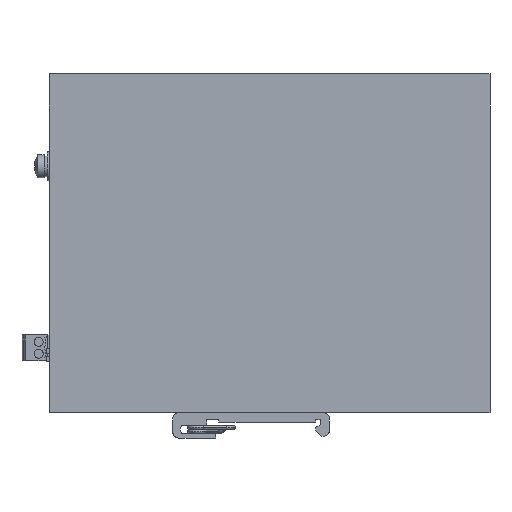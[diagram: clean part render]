
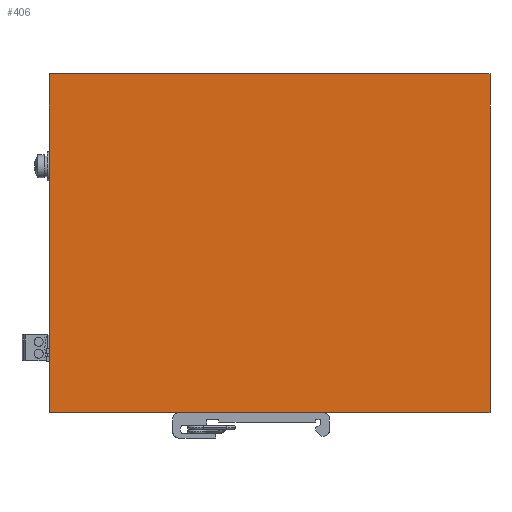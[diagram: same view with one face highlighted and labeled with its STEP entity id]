
A CAD part, left-side view. The second image highlights one B-rep face of the part: STEP entity #406.
In plain terms, the highlighted planar face has unit normal (-1, 0, 0).
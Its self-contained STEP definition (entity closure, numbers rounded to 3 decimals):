
#386=AXIS2_PLACEMENT_3D('Plane Axis2P3D',#383,#384,#385) ;
#120=CARTESIAN_POINT('Vertex',(0.,143.,8.2)) ;
#125=CARTESIAN_POINT('Line Origine',(0.,143.,63.2)) ;
#129=CARTESIAN_POINT('Vertex',(0.,143.,118.2)) ;
#297=CARTESIAN_POINT('Line Origine',(0.,71.5,118.2)) ;
#301=CARTESIAN_POINT('Vertex',(0.,0.,118.2)) ;
#383=CARTESIAN_POINT('Axis2P3D Location',(0.,73.,63.6)) ;
#388=CARTESIAN_POINT('Line Origine',(0.,0.,63.2)) ;
#392=CARTESIAN_POINT('Vertex',(0.,0.,8.2)) ;
#395=CARTESIAN_POINT('Line Origine',(0.,71.5,8.2)) ;
#126=DIRECTION('Vector Direction',(0.,0.,1.)) ;
#298=DIRECTION('Vector Direction',(0.,1.,0.)) ;
#384=DIRECTION('Axis2P3D Direction',(-1.,0.,0.)) ;
#385=DIRECTION('Axis2P3D XDirection',(0.,-1.,0.)) ;
#389=DIRECTION('Vector Direction',(0.,0.,1.)) ;
#396=DIRECTION('Vector Direction',(0.,1.,0.)) ;
#127=VECTOR('Line Direction',#126,1.) ;
#299=VECTOR('Line Direction',#298,1.) ;
#390=VECTOR('Line Direction',#389,1.) ;
#397=VECTOR('Line Direction',#396,1.) ;
#401=ORIENTED_EDGE('',*,*,#394,.T.) ;
#402=ORIENTED_EDGE('',*,*,#303,.T.) ;
#403=ORIENTED_EDGE('',*,*,#131,.T.) ;
#404=ORIENTED_EDGE('',*,*,#399,.T.) ;
#406=ADVANCED_FACE('SWITCH',(#405),#387,.T.) ;
#131=EDGE_CURVE('',#130,#121,#128,.F.) ;
#303=EDGE_CURVE('',#302,#130,#300,.T.) ;
#394=EDGE_CURVE('',#393,#302,#391,.T.) ;
#399=EDGE_CURVE('',#121,#393,#398,.F.) ;
#400=EDGE_LOOP('',(#401,#402,#403,#404)) ;
#405=FACE_OUTER_BOUND('',#400,.T.) ;
#128=LINE('Line',#125,#127) ;
#300=LINE('Line',#297,#299) ;
#391=LINE('Line',#388,#390) ;
#398=LINE('Line',#395,#397) ;
#387=PLANE('',#386) ;
#121=VERTEX_POINT('',#120) ;
#130=VERTEX_POINT('',#129) ;
#302=VERTEX_POINT('',#301) ;
#393=VERTEX_POINT('',#392) ;
